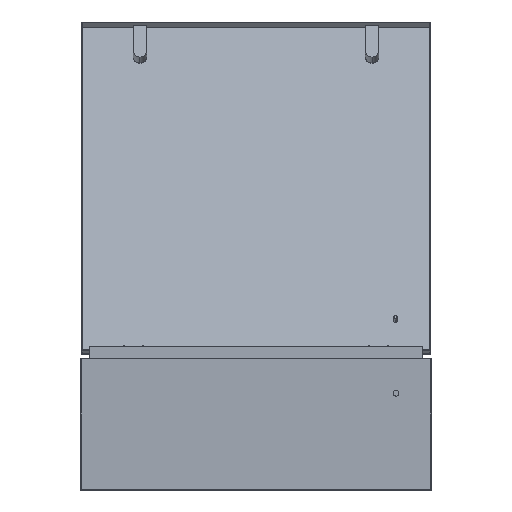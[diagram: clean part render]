
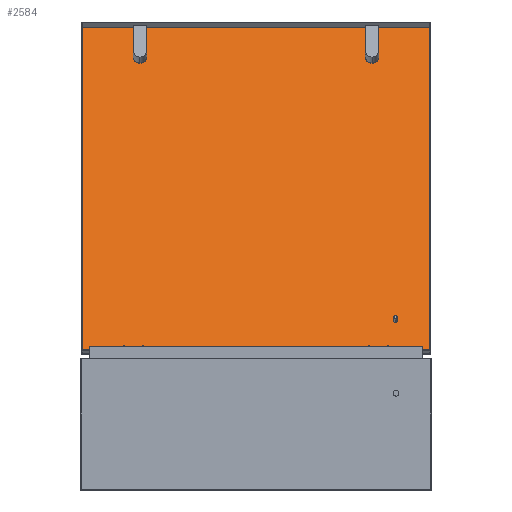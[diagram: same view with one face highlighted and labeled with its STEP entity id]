
A CAD part, left-side view. The second image highlights one B-rep face of the part: STEP entity #2584.
In plain terms, the highlighted face is planar.
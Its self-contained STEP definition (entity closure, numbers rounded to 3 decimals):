
#13 = VERTEX_POINT ( 'NONE', #6665 ) ;
#100 = EDGE_LOOP ( 'NONE', ( #3530, #4909, #6254, #1015 ) ) ;
#115 = CARTESIAN_POINT ( 'NONE',  ( 0., 298., -1. ) ) ;
#252 = CARTESIAN_POINT ( 'NONE',  ( -255., 199., -1. ) ) ;
#274 = LINE ( 'NONE', #3656, #3472 ) ;
#275 = EDGE_CURVE ( 'NONE', #4123, #2320, #5817, .T. ) ;
#293 = CARTESIAN_POINT ( 'NONE',  ( 297.5, -298., -1. ) ) ;
#326 = AXIS2_PLACEMENT_3D ( 'NONE', #1167, #646, #2825 ) ;
#551 = FACE_OUTER_BOUND ( 'NONE', #100, .T. ) ;
#646 = DIRECTION ( 'NONE',  ( 0., 0., 1. ) ) ;
#760 = LINE ( 'NONE', #115, #1531 ) ;
#1015 = ORIENTED_EDGE ( 'NONE', *, *, #1910, .F. ) ;
#1071 = VERTEX_POINT ( 'NONE', #4632 ) ;
#1129 = EDGE_CURVE ( 'NONE', #3375, #4700, #3418, .T. ) ;
#1167 = CARTESIAN_POINT ( 'NONE',  ( -243.5, -199., -1. ) ) ;
#1266 = EDGE_LOOP ( 'NONE', ( #5001, #5613 ) ) ;
#1321 = DIRECTION ( 'NONE',  ( 0., 0., -1. ) ) ;
#1359 = ORIENTED_EDGE ( 'NONE', *, *, #6547, .F. ) ;
#1461 = DIRECTION ( 'NONE',  ( 1., 0., 0. ) ) ;
#1482 = DIRECTION ( 'NONE',  ( 0., 0., -1. ) ) ;
#1518 = EDGE_CURVE ( 'NONE', #2320, #4123, #3857, .T. ) ;
#1531 = VECTOR ( 'NONE', #2329, 1000. ) ;
#1812 = CARTESIAN_POINT ( 'NONE',  ( -297.5, 0., -1. ) ) ;
#1833 = AXIS2_PLACEMENT_3D ( 'NONE', #4020, #4078, #1944 ) ;
#1910 = EDGE_CURVE ( 'NONE', #3240, #5571, #5011, .T. ) ;
#1944 = DIRECTION ( 'NONE',  ( 1., 0., 0. ) ) ;
#2011 = FACE_BOUND ( 'NONE', #6457, .T. ) ;
#2020 = DIRECTION ( 'NONE',  ( 1., 0., 0. ) ) ;
#2080 = ORIENTED_EDGE ( 'NONE', *, *, #2782, .F. ) ;
#2175 = FACE_BOUND ( 'NONE', #5778, .T. ) ;
#2309 = VERTEX_POINT ( 'NONE', #3224 ) ;
#2320 = VERTEX_POINT ( 'NONE', #4297 ) ;
#2329 = DIRECTION ( 'NONE',  ( -1., 0., 0. ) ) ;
#2403 = AXIS2_PLACEMENT_3D ( 'NONE', #5072, #1321, #5560 ) ;
#2433 = CARTESIAN_POINT ( 'NONE',  ( 0., 0., -1. ) ) ;
#2481 = ORIENTED_EDGE ( 'NONE', *, *, #1129, .T. ) ;
#2584 = ADVANCED_FACE ( 'NONE', ( #2928, #2011, #551, #2175 ), #5583, .F. ) ;
#2683 = AXIS2_PLACEMENT_3D ( 'NONE', #4671, #5206, #2020 ) ;
#2686 = VECTOR ( 'NONE', #2832, 1000. ) ;
#2713 = CARTESIAN_POINT ( 'NONE',  ( 297.5, 298., -1. ) ) ;
#2782 = EDGE_CURVE ( 'NONE', #1071, #2309, #3034, .T. ) ;
#2825 = DIRECTION ( 'NONE',  ( 1., 0., 0. ) ) ;
#2832 = DIRECTION ( 'NONE',  ( 1., 0., 0. ) ) ;
#2885 = LINE ( 'NONE', #1812, #6352 ) ;
#2928 = FACE_BOUND ( 'NONE', #1266, .T. ) ;
#3034 = CIRCLE ( 'NONE', #4292, 3. ) ;
#3224 = CARTESIAN_POINT ( 'NONE',  ( 235.5, -239., -1. ) ) ;
#3240 = VERTEX_POINT ( 'NONE', #6583 ) ;
#3375 = VERTEX_POINT ( 'NONE', #3513 ) ;
#3418 = CIRCLE ( 'NONE', #2683, 11.5 ) ;
#3460 = DIRECTION ( 'NONE',  ( 1., 0., 0. ) ) ;
#3472 = VECTOR ( 'NONE', #6840, 1000. ) ;
#3513 = CARTESIAN_POINT ( 'NONE',  ( -232., 199., -1. ) ) ;
#3527 = CIRCLE ( 'NONE', #4625, 11.5 ) ;
#3530 = ORIENTED_EDGE ( 'NONE', *, *, #5888, .F. ) ;
#3656 = CARTESIAN_POINT ( 'NONE',  ( 297.5, 0., -1. ) ) ;
#3667 = ORIENTED_EDGE ( 'NONE', *, *, #6631, .T. ) ;
#3857 = CIRCLE ( 'NONE', #1833, 11.5 ) ;
#4004 = CARTESIAN_POINT ( 'NONE',  ( 0., -298., -1. ) ) ;
#4020 = CARTESIAN_POINT ( 'NONE',  ( -243.5, -199., -1. ) ) ;
#4078 = DIRECTION ( 'NONE',  ( 0., 0., 1. ) ) ;
#4123 = VERTEX_POINT ( 'NONE', #5152 ) ;
#4203 = CARTESIAN_POINT ( 'NONE',  ( 238.5, -239., -1. ) ) ;
#4292 = AXIS2_PLACEMENT_3D ( 'NONE', #4203, #1482, #5723 ) ;
#4297 = CARTESIAN_POINT ( 'NONE',  ( -232., -199., -1. ) ) ;
#4384 = VERTEX_POINT ( 'NONE', #2713 ) ;
#4464 = DIRECTION ( 'NONE',  ( 0., -1., 0. ) ) ;
#4625 = AXIS2_PLACEMENT_3D ( 'NONE', #6747, #4640, #1461 ) ;
#4632 = CARTESIAN_POINT ( 'NONE',  ( 241.5, -239., -1. ) ) ;
#4640 = DIRECTION ( 'NONE',  ( 0., 0., 1. ) ) ;
#4671 = CARTESIAN_POINT ( 'NONE',  ( -243.5, 199., -1. ) ) ;
#4700 = VERTEX_POINT ( 'NONE', #252 ) ;
#4739 = AXIS2_PLACEMENT_3D ( 'NONE', #2433, #4986, #3460 ) ;
#4909 = ORIENTED_EDGE ( 'NONE', *, *, #6478, .F. ) ;
#4986 = DIRECTION ( 'NONE',  ( 0., 0., 1. ) ) ;
#5001 = ORIENTED_EDGE ( 'NONE', *, *, #1518, .T. ) ;
#5011 = LINE ( 'NONE', #4004, #2686 ) ;
#5072 = CARTESIAN_POINT ( 'NONE',  ( 238.5, -239., -1. ) ) ;
#5152 = CARTESIAN_POINT ( 'NONE',  ( -255., -199., -1. ) ) ;
#5206 = DIRECTION ( 'NONE',  ( 0., 0., 1. ) ) ;
#5560 = DIRECTION ( 'NONE',  ( 1., 0., 0. ) ) ;
#5571 = VERTEX_POINT ( 'NONE', #293 ) ;
#5572 = EDGE_CURVE ( 'NONE', #5571, #4384, #274, .T. ) ;
#5583 = PLANE ( 'NONE',  #4739 ) ;
#5613 = ORIENTED_EDGE ( 'NONE', *, *, #275, .T. ) ;
#5723 = DIRECTION ( 'NONE',  ( 1., 0., 0. ) ) ;
#5778 = EDGE_LOOP ( 'NONE', ( #2080, #1359 ) ) ;
#5817 = CIRCLE ( 'NONE', #326, 11.5 ) ;
#5888 = EDGE_CURVE ( 'NONE', #13, #3240, #2885, .T. ) ;
#5995 = CIRCLE ( 'NONE', #2403, 3. ) ;
#6254 = ORIENTED_EDGE ( 'NONE', *, *, #5572, .F. ) ;
#6352 = VECTOR ( 'NONE', #4464, 1000. ) ;
#6457 = EDGE_LOOP ( 'NONE', ( #2481, #3667 ) ) ;
#6478 = EDGE_CURVE ( 'NONE', #4384, #13, #760, .T. ) ;
#6547 = EDGE_CURVE ( 'NONE', #2309, #1071, #5995, .T. ) ;
#6583 = CARTESIAN_POINT ( 'NONE',  ( -297.5, -298., -1. ) ) ;
#6631 = EDGE_CURVE ( 'NONE', #4700, #3375, #3527, .T. ) ;
#6665 = CARTESIAN_POINT ( 'NONE',  ( -297.5, 298., -1. ) ) ;
#6747 = CARTESIAN_POINT ( 'NONE',  ( -243.5, 199., -1. ) ) ;
#6840 = DIRECTION ( 'NONE',  ( 0., 1., 0. ) ) ;
